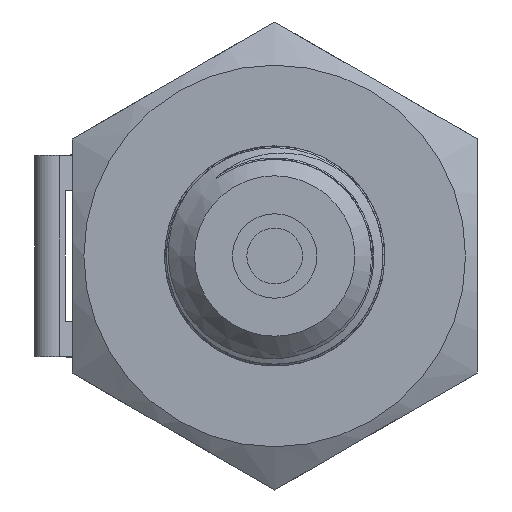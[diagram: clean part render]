
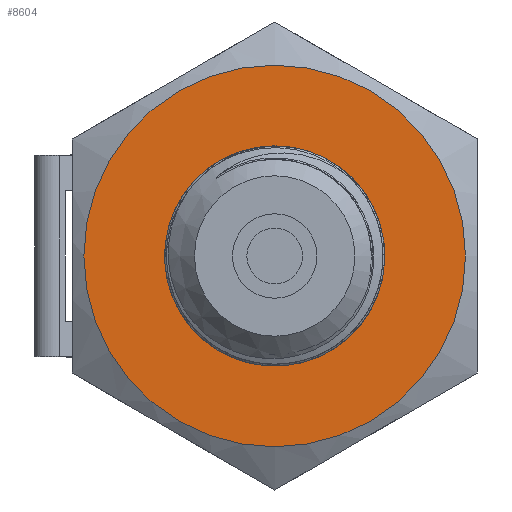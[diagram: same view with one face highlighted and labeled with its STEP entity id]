
A CAD part, left-side view. The second image highlights one B-rep face of the part: STEP entity #8604.
In plain terms, the highlighted planar face has unit normal (-1, 0, 0).
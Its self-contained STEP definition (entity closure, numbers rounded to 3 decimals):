
#185=FACE_BOUND('',#1449,.T.);
#261=PLANE('',#9047);
#927=FACE_OUTER_BOUND('',#1448,.T.);
#1448=EDGE_LOOP('',(#7360));
#1449=EDGE_LOOP('',(#7361));
#1766=CIRCLE('',#9026,11.3);
#1771=CIRCLE('',#9043,6.5);
#4075=VERTEX_POINT('',#18485);
#4093=VERTEX_POINT('',#23022);
#5195=EDGE_CURVE('',#4075,#4075,#1766,.T.);
#5229=EDGE_CURVE('',#4093,#4093,#1771,.T.);
#7360=ORIENTED_EDGE('',*,*,#5195,.T.);
#7361=ORIENTED_EDGE('',*,*,#5229,.T.);
#8604=ADVANCED_FACE('',(#927,#185),#261,.T.);
#9026=AXIS2_PLACEMENT_3D('',#18487,#10116,#10117);
#9043=AXIS2_PLACEMENT_3D('',#23023,#10159,#10160);
#9047=AXIS2_PLACEMENT_3D('',#23029,#10167,#10168);
#10116=DIRECTION('center_axis',(-1.,0.,0.));
#10117=DIRECTION('ref_axis',(0.,1.,0.));
#10159=DIRECTION('center_axis',(1.,0.,0.));
#10160=DIRECTION('ref_axis',(0.,0.,-1.));
#10167=DIRECTION('center_axis',(-1.,0.,0.));
#10168=DIRECTION('ref_axis',(0.,0.,1.));
#18485=CARTESIAN_POINT('',(15.,-11.3,0.));
#18487=CARTESIAN_POINT('Origin',(15.,0.,0.));
#23022=CARTESIAN_POINT('',(15.,0.,6.5));
#23023=CARTESIAN_POINT('Origin',(15.,0.,0.));
#23029=CARTESIAN_POINT('Origin',(15.,12.,0.));
